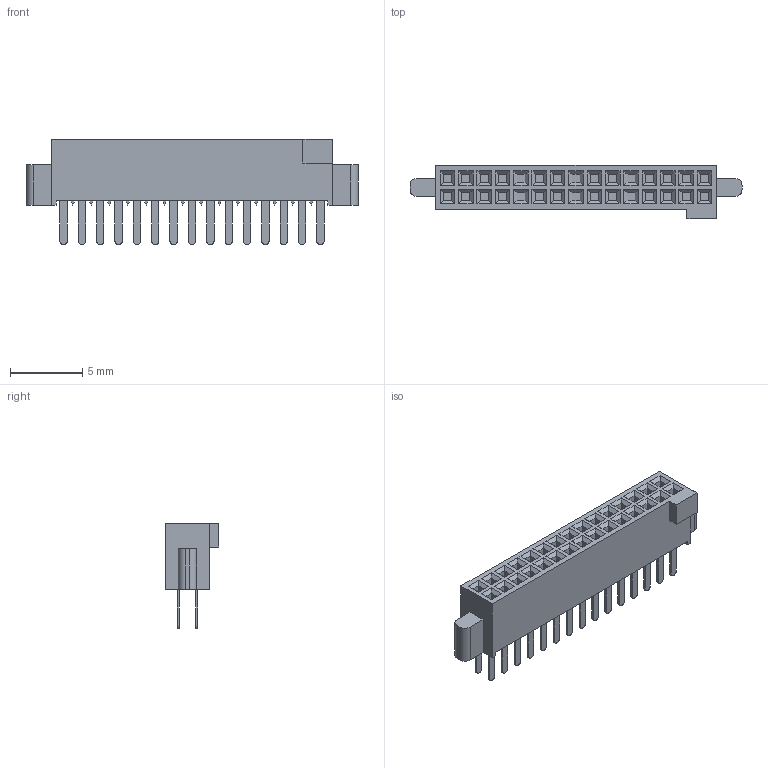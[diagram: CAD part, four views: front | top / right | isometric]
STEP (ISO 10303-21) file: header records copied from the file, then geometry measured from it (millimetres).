
FILE_DESCRIPTION((''),'2;1');
FILE_NAME('SAMTEC_SFM-115-01-S-D.stp','2012-07-04T13:01:39',(''),(''),'Mechanical Desktop 2011','Mechanical Desktop 2011',', , ');
FILE_SCHEMA(('AUTOMOTIVE_DESIGN { 1 2 10303 214 1 1 1 1 }'));
Length unit declared in the file: millimetre
Products named in the file (1): Product
Bounding box: 22.99 x 3.68 x 7.32 mm (x, y, z)
Volume: 236.4 mm3; surface area: 748.7 mm2
Topology: 47 solids, 47 shells, 577 faces, 1239 edges, 786 vertices
Faces by surface type: plane 385, bspline 158, cylinder 34
Entity records: 15187 total; most frequent: CARTESIAN_POINT 3077, ORIENTED_EDGE 2478, DIRECTION 2147, EDGE_CURVE 1239, VECTOR 1171, LINE 1171, VERTEX_POINT 786, EDGE_LOOP 607
